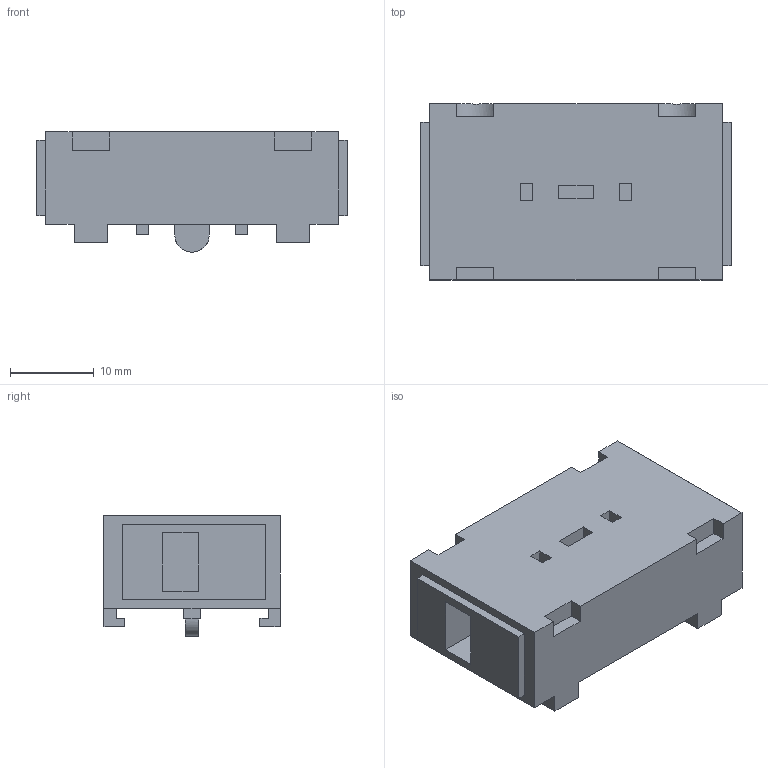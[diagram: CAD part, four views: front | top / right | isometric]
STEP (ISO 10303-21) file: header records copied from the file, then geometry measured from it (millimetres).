
FILE_DESCRIPTION((''),'2;1');
FILE_NAME('palikka_OA1G10.stp','2009-11-23T10:23:34',('User'), ('SDRC'),'I-DEAS Master Series 9','UNIX','Yes');
FILE_SCHEMA(('CONFIG_CONTROL_DESIGN', 'GEOMETRIC_VALIDATION_PROPERTIES_MIM','SHAPE_APPEARANCE_LAYER_MIM'));
Length unit declared in the file: millimetre
Bounding box: 37 x 21 x 14.35 mm (x, y, z)
Volume: 7702 mm3; surface area: 3559.7 mm2
Topology: 1 solids, 1 shells, 96 faces, 252 edges, 168 vertices
Faces by surface type: bspline 96
Entity records: 3060 total; most frequent: CARTESIAN_POINT 1109, ORIENTED_EDGE 504, EDGE_CURVE 252, OVER_RIDING_STYLED_ITEM 231, VERTEX_POINT 168, B_SPLINE_CURVE_WITH_KNOTS 124, QUASI_UNIFORM_CURVE 122, EDGE_LOOP 106
